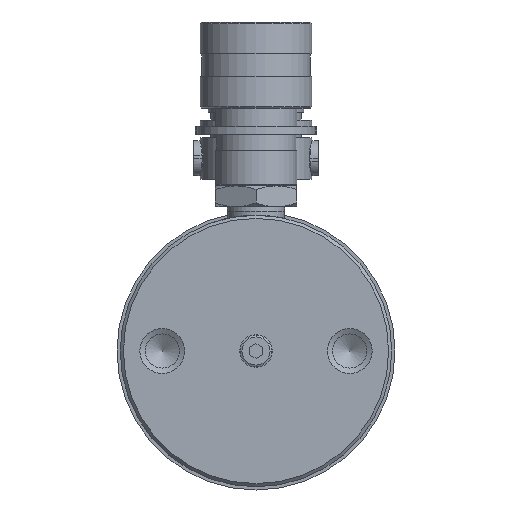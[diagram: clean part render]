
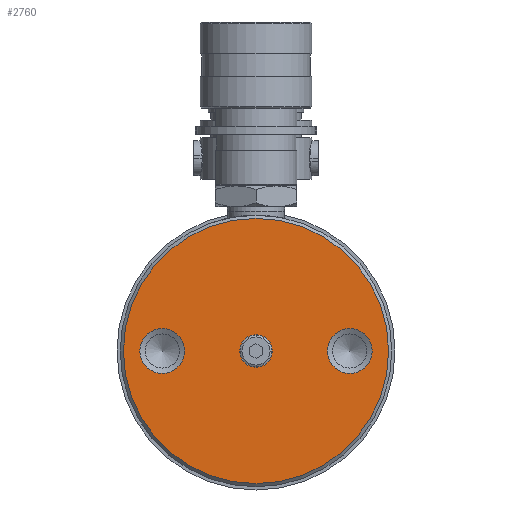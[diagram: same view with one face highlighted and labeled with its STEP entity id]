
A CAD part, front view. The second image highlights one B-rep face of the part: STEP entity #2760.
In plain terms, the highlighted planar face has unit normal (0, -1, 0).
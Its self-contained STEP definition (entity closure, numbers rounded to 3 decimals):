
#750 = DIRECTION ( 'NONE',  ( 0., 0., 1. ) ) ;
#849 = EDGE_CURVE ( 'NONE', #5608, #5608, #13876, .T. ) ;
#1365 = EDGE_CURVE ( 'NONE', #9014, #9014, #9650, .T. ) ;
#1873 = EDGE_LOOP ( 'NONE', ( #14981 ) ) ;
#1984 = CARTESIAN_POINT ( 'NONE',  ( 0., 0., 0. ) ) ;
#2217 = CARTESIAN_POINT ( 'NONE',  ( 29.35, 0., 0. ) ) ;
#2366 = EDGE_LOOP ( 'NONE', ( #11627 ) ) ;
#2760 = ADVANCED_FACE ( 'NONE', ( #3418, #3217, #14513, #15747 ), #4539, .F. ) ;
#2782 = CARTESIAN_POINT ( 'NONE',  ( 0., 0., -5.075 ) ) ;
#3217 = FACE_BOUND ( 'NONE', #2366, .T. ) ;
#3225 = DIRECTION ( 'NONE',  ( 0., -1., 0. ) ) ;
#3283 = AXIS2_PLACEMENT_3D ( 'NONE', #9103, #8996, #6447 ) ;
#3329 = EDGE_CURVE ( 'NONE', #10314, #10314, #5409, .T. ) ;
#3386 = AXIS2_PLACEMENT_3D ( 'NONE', #12153, #14808, #12260 ) ;
#3418 = FACE_BOUND ( 'NONE', #7095, .T. ) ;
#3889 = EDGE_CURVE ( 'NONE', #12468, #12468, #6202, .T. ) ;
#4539 = PLANE ( 'NONE',  #3386 ) ;
#4911 = DIRECTION ( 'NONE',  ( 0., -1., 0. ) ) ;
#5256 = CARTESIAN_POINT ( 'NONE',  ( 0., 0., 41.5 ) ) ;
#5326 = ORIENTED_EDGE ( 'NONE', *, *, #849, .F. ) ;
#5409 = CIRCLE ( 'NONE', #5645, 41.5 ) ;
#5608 = VERTEX_POINT ( 'NONE', #9382 ) ;
#5645 = AXIS2_PLACEMENT_3D ( 'NONE', #1984, #3225, #750 ) ;
#6202 = CIRCLE ( 'NONE', #3283, 7. ) ;
#6264 = DIRECTION ( 'NONE',  ( 0., 0., -1. ) ) ;
#6447 = DIRECTION ( 'NONE',  ( 0., 0., -1. ) ) ;
#7095 = EDGE_LOOP ( 'NONE', ( #5326 ) ) ;
#7322 = DIRECTION ( 'NONE',  ( 0., 0., -1. ) ) ;
#7495 = DIRECTION ( 'NONE',  ( 0., -1., 0. ) ) ;
#8996 = DIRECTION ( 'NONE',  ( 0., -1., 0. ) ) ;
#9014 = VERTEX_POINT ( 'NONE', #2782 ) ;
#9103 = CARTESIAN_POINT ( 'NONE',  ( -29.35, 0., 0. ) ) ;
#9382 = CARTESIAN_POINT ( 'NONE',  ( 29.35, 0., -7. ) ) ;
#9650 = CIRCLE ( 'NONE', #11364, 5.075 ) ;
#10314 = VERTEX_POINT ( 'NONE', #5256 ) ;
#11364 = AXIS2_PLACEMENT_3D ( 'NONE', #15227, #7495, #7322 ) ;
#11627 = ORIENTED_EDGE ( 'NONE', *, *, #3889, .F. ) ;
#12153 = CARTESIAN_POINT ( 'NONE',  ( -5.075, 0., 0. ) ) ;
#12260 = DIRECTION ( 'NONE',  ( 0., 0., 1. ) ) ;
#12468 = VERTEX_POINT ( 'NONE', #14624 ) ;
#13125 = ORIENTED_EDGE ( 'NONE', *, *, #1365, .F. ) ;
#13876 = CIRCLE ( 'NONE', #15158, 7. ) ;
#14513 = FACE_OUTER_BOUND ( 'NONE', #1873, .T. ) ;
#14624 = CARTESIAN_POINT ( 'NONE',  ( -29.35, 0., -7. ) ) ;
#14808 = DIRECTION ( 'NONE',  ( 0., 1., 0. ) ) ;
#14981 = ORIENTED_EDGE ( 'NONE', *, *, #3329, .T. ) ;
#15158 = AXIS2_PLACEMENT_3D ( 'NONE', #2217, #4911, #6264 ) ;
#15227 = CARTESIAN_POINT ( 'NONE',  ( 0., 0., 0. ) ) ;
#15613 = EDGE_LOOP ( 'NONE', ( #13125 ) ) ;
#15747 = FACE_BOUND ( 'NONE', #15613, .T. ) ;
